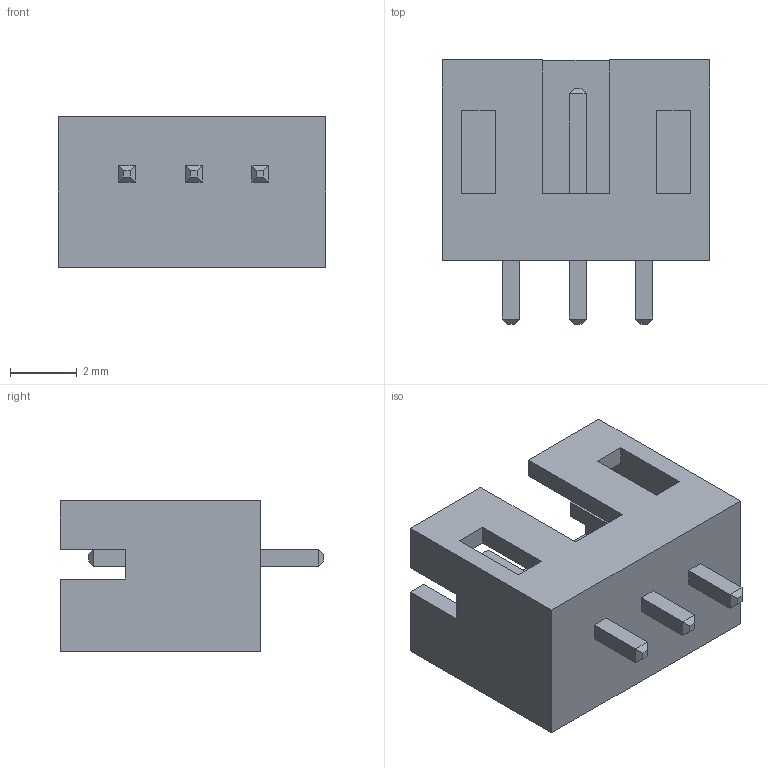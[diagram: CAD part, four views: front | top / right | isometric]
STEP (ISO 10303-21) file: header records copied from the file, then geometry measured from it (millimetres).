
FILE_DESCRIPTION (( 'STEP AP214' ), '1' );
FILE_NAME ('User Library-PCB HEADER (JST BxB-PH-K-S (VERTICAL)).STEP', '2012-11-15T05:09:50', ( 'Windows User' ), ( '' ), 'SwSTEP 2.0', 'SolidWorks 2013', '' );
FILE_SCHEMA (( 'AUTOMOTIVE_DESIGN' ));
Length unit declared in the file: millimetre
Products named in the file (1): User Library-PCB HEADER (JST BxB-PH-K-S (VERTICAL))
Bounding box: 8 x 7.91 x 4.5 mm (x, y, z)
Volume: 118.8 mm3; surface area: 317.2 mm2
Topology: 1 solids, 1 shells, 80 faces, 198 edges, 124 vertices
Faces by surface type: plane 80
Entity records: 2926 total; most frequent: CARTESIAN_POINT 403, ORIENTED_EDGE 396, DIRECTION 360, VECTOR 198, LINE 198, EDGE_CURVE 198, VERTEX_POINT 124, EDGE_LOOP 88
